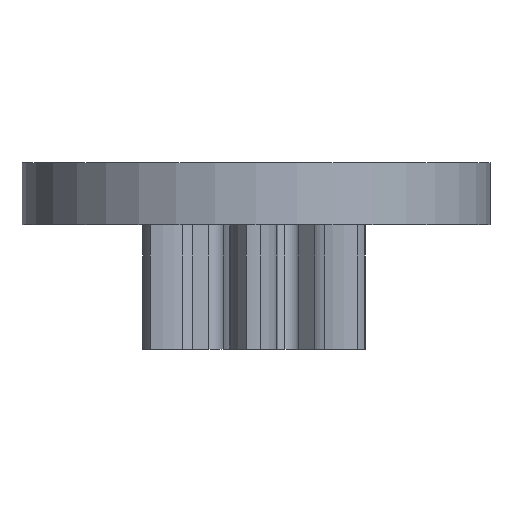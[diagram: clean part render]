
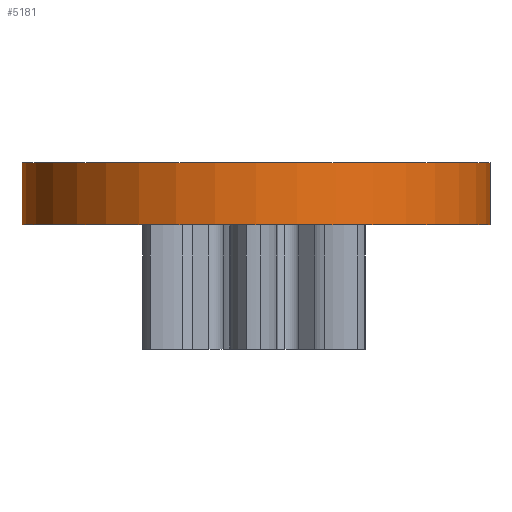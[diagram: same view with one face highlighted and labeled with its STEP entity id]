
A CAD part, front view. The second image highlights one B-rep face of the part: STEP entity #5181.
In plain terms, the highlighted cylindrical face has radius 18.867 mm (diameter 37.734 mm), a full revolution.
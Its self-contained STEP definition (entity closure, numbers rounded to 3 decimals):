
#1971 = PLANE('',#1972);
#1972 = AXIS2_PLACEMENT_3D('',#1973,#1974,#1975);
#1973 = CARTESIAN_POINT('',(-109.139,-0.107,9.93));
#1974 = DIRECTION('',(0.,-0.,-1.));
#1975 = DIRECTION('',(0.,-1.,0.));
#5056 = EDGE_CURVE('',#5057,#5057,#5059,.T.);
#5057 = VERTEX_POINT('',#5058);
#5058 = CARTESIAN_POINT('',(-109.139,18.76,9.93));
#5059 = SURFACE_CURVE('',#5060,(#5065,#5072),.PCURVE_S1.);
#5060 = CIRCLE('',#5061,18.867);
#5061 = AXIS2_PLACEMENT_3D('',#5062,#5063,#5064);
#5062 = CARTESIAN_POINT('',(-109.139,-0.107,9.93));
#5063 = DIRECTION('',(0.,0.,-1.));
#5064 = DIRECTION('',(0.,1.,0.));
#5065 = PCURVE('',#1971,#5066);
#5066 = DEFINITIONAL_REPRESENTATION('',(#5067),#5071);
#5067 = CIRCLE('',#5068,18.867);
#5068 = AXIS2_PLACEMENT_2D('',#5069,#5070);
#5069 = CARTESIAN_POINT('',(0.,0.));
#5070 = DIRECTION('',(-1.,0.));
#5071 = ( GEOMETRIC_REPRESENTATION_CONTEXT(2) 
PARAMETRIC_REPRESENTATION_CONTEXT() REPRESENTATION_CONTEXT('2D SPACE',''
  ) );
#5072 = PCURVE('',#5073,#5078);
#5073 = CYLINDRICAL_SURFACE('',#5074,18.867);
#5074 = AXIS2_PLACEMENT_3D('',#5075,#5076,#5077);
#5075 = CARTESIAN_POINT('',(-109.139,-0.107,9.93));
#5076 = DIRECTION('',(0.,0.,-1.));
#5077 = DIRECTION('',(0.,1.,0.));
#5078 = DEFINITIONAL_REPRESENTATION('',(#5079),#5083);
#5079 = LINE('',#5080,#5081);
#5080 = CARTESIAN_POINT('',(0.,0.));
#5081 = VECTOR('',#5082,1.);
#5082 = DIRECTION('',(1.,0.));
#5083 = ( GEOMETRIC_REPRESENTATION_CONTEXT(2) 
PARAMETRIC_REPRESENTATION_CONTEXT() REPRESENTATION_CONTEXT('2D SPACE',''
  ) );
#5181 = ADVANCED_FACE('',(#5182),#5073,.T.);
#5182 = FACE_BOUND('',#5183,.T.);
#5183 = EDGE_LOOP('',(#5184,#5207,#5234,#5235));
#5184 = ORIENTED_EDGE('',*,*,#5185,.T.);
#5185 = EDGE_CURVE('',#5057,#5186,#5188,.T.);
#5186 = VERTEX_POINT('',#5187);
#5187 = CARTESIAN_POINT('',(-109.139,18.76,14.93));
#5188 = SEAM_CURVE('',#5189,(#5193,#5200),.PCURVE_S1.);
#5189 = LINE('',#5190,#5191);
#5190 = CARTESIAN_POINT('',(-109.139,18.76,9.93));
#5191 = VECTOR('',#5192,1.);
#5192 = DIRECTION('',(0.,0.,1.));
#5193 = PCURVE('',#5073,#5194);
#5194 = DEFINITIONAL_REPRESENTATION('',(#5195),#5199);
#5195 = LINE('',#5196,#5197);
#5196 = CARTESIAN_POINT('',(0.,0.));
#5197 = VECTOR('',#5198,1.);
#5198 = DIRECTION('',(0.,-1.));
#5199 = ( GEOMETRIC_REPRESENTATION_CONTEXT(2) 
PARAMETRIC_REPRESENTATION_CONTEXT() REPRESENTATION_CONTEXT('2D SPACE',''
  ) );
#5200 = PCURVE('',#5073,#5201);
#5201 = DEFINITIONAL_REPRESENTATION('',(#5202),#5206);
#5202 = LINE('',#5203,#5204);
#5203 = CARTESIAN_POINT('',(6.283,0.));
#5204 = VECTOR('',#5205,1.);
#5205 = DIRECTION('',(0.,-1.));
#5206 = ( GEOMETRIC_REPRESENTATION_CONTEXT(2) 
PARAMETRIC_REPRESENTATION_CONTEXT() REPRESENTATION_CONTEXT('2D SPACE',''
  ) );
#5207 = ORIENTED_EDGE('',*,*,#5208,.T.);
#5208 = EDGE_CURVE('',#5186,#5186,#5209,.T.);
#5209 = SURFACE_CURVE('',#5210,(#5215,#5222),.PCURVE_S1.);
#5210 = CIRCLE('',#5211,18.867);
#5211 = AXIS2_PLACEMENT_3D('',#5212,#5213,#5214);
#5212 = CARTESIAN_POINT('',(-109.139,-0.107,14.93));
#5213 = DIRECTION('',(0.,0.,-1.));
#5214 = DIRECTION('',(0.,1.,0.));
#5215 = PCURVE('',#5073,#5216);
#5216 = DEFINITIONAL_REPRESENTATION('',(#5217),#5221);
#5217 = LINE('',#5218,#5219);
#5218 = CARTESIAN_POINT('',(0.,-5.));
#5219 = VECTOR('',#5220,1.);
#5220 = DIRECTION('',(1.,0.));
#5221 = ( GEOMETRIC_REPRESENTATION_CONTEXT(2) 
PARAMETRIC_REPRESENTATION_CONTEXT() REPRESENTATION_CONTEXT('2D SPACE',''
  ) );
#5222 = PCURVE('',#5223,#5228);
#5223 = PLANE('',#5224);
#5224 = AXIS2_PLACEMENT_3D('',#5225,#5226,#5227);
#5225 = CARTESIAN_POINT('',(-109.139,-0.107,14.93));
#5226 = DIRECTION('',(0.,-0.,-1.));
#5227 = DIRECTION('',(0.,-1.,0.));
#5228 = DEFINITIONAL_REPRESENTATION('',(#5229),#5233);
#5229 = CIRCLE('',#5230,18.867);
#5230 = AXIS2_PLACEMENT_2D('',#5231,#5232);
#5231 = CARTESIAN_POINT('',(0.,0.));
#5232 = DIRECTION('',(-1.,0.));
#5233 = ( GEOMETRIC_REPRESENTATION_CONTEXT(2) 
PARAMETRIC_REPRESENTATION_CONTEXT() REPRESENTATION_CONTEXT('2D SPACE',''
  ) );
#5234 = ORIENTED_EDGE('',*,*,#5185,.F.);
#5235 = ORIENTED_EDGE('',*,*,#5056,.F.);
